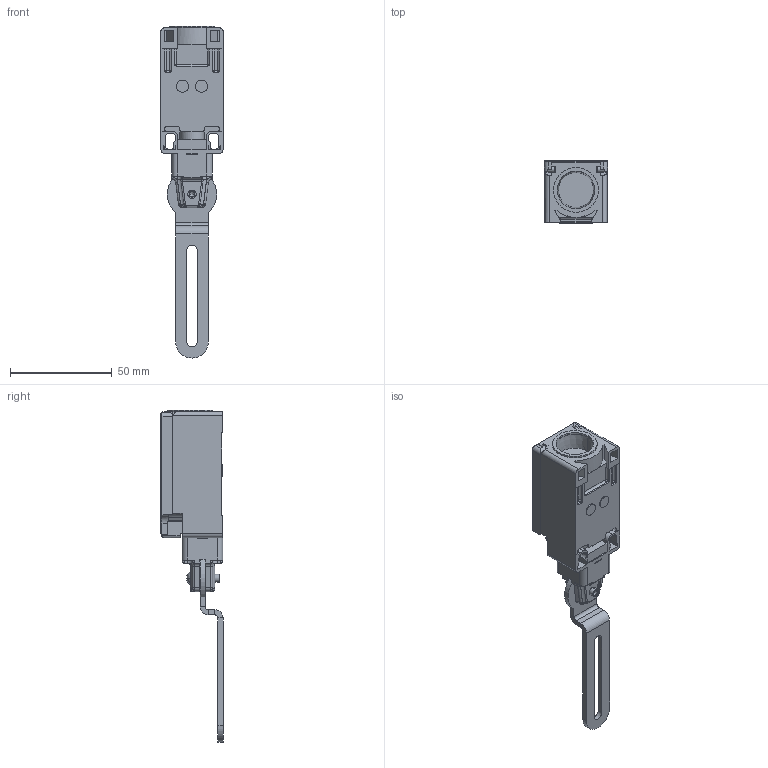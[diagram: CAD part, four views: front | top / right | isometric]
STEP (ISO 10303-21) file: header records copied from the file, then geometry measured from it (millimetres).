
FILE_DESCRIPTION((''),'2;1');
FILE_NAME('192577_ASM','2016-01-20T',('pdmadmin'),(''),'PRO/ENGINEER BY PARAMETRIC TECHNOLOGY CORPORATION, 2013230','PRO/ENGINEER BY PARAMETRIC TECHNOLOGY CORPORATION, 2013230','');
FILE_SCHEMA(('CONFIG_CONTROL_DESIGN'));
Length unit declared in the file: millimetre
Products named in the file (4): SI-LS31HGD_BODY_AF0; SI-LS31HGD_PART1; SI-LS31HGD_WEB_ASM; 192577_ASM
Assembly tree (3 placements, depth 3):
  192577_ASM
    SI-LS31HGD_WEB_ASM
      SI-LS31HGD_BODY_AF0
      SI-LS31HGD_PART1
Bounding box: 31 x 30.55 x 163.3 mm (x, y, z)
Volume: 57032.6 mm3; surface area: 20355.6 mm2
Topology: 2 solids, 2 shells, 619 faces, 1679 edges, 1063 vertices
Faces by surface type: plane 335, cylinder 204, torus 26, bspline 22, sphere 16, cone 16
Entity records: 20273 total; most frequent: CARTESIAN_POINT 4462, ORIENTED_EDGE 3322, DIRECTION 3292, EDGE_CURVE 1661, AXIS2_PLACEMENT_3D 1118, VERTEX_POINT 1063, VECTOR 1056, LINE 1056
